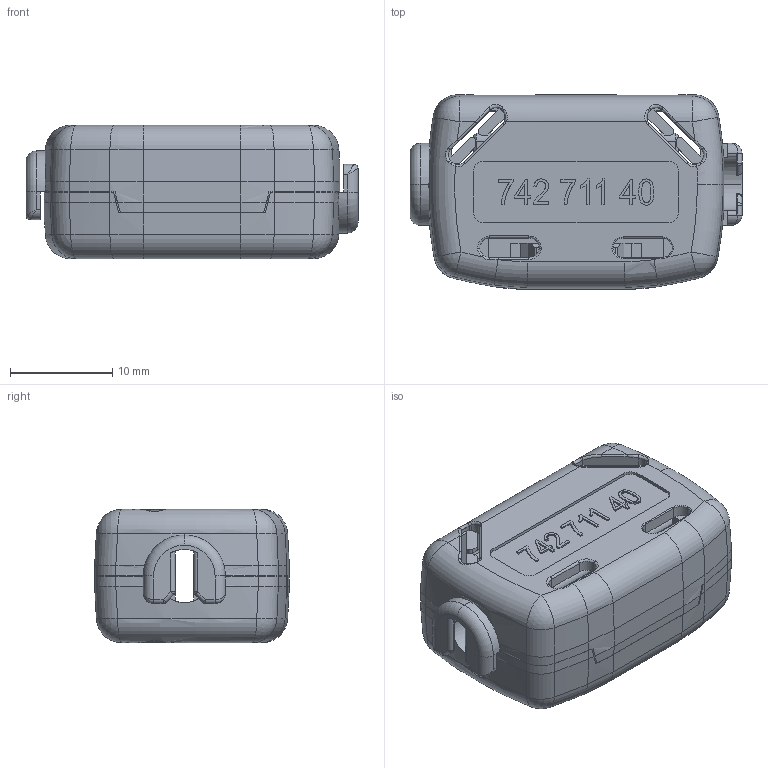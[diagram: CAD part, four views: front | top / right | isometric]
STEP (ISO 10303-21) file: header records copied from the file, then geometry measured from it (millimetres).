
FILE_DESCRIPTION(/* description */ ('Unknown'),/* implementation_level */ '2;1');
FILE_NAME(/* name */ '74271140',/* time_stamp */ '2024-04-23T12:54:29+02:00',/* author */ ('Unknown'),/* organization */ ('Unknown'),/* preprocessor_version */ 'ST-DEVELOPER v18.102',/* originating_system */ 'Solid Edge',/* authorisation */ 'Unknown');
FILE_SCHEMA (('AUTOMOTIVE_DESIGN {1 0 10303 214 3 1 1}'));
Length unit declared in the file: millimetre
Products named in the file (4): 74271140; 74271140_unten; 74271140_oben; 742 7114C
Assembly tree (4 placements, depth 2):
  74271140
    74271140_unten
    74271140_oben
    742 7114C  x2
Bounding box: 32.4 x 19 x 13.01 mm (x, y, z)
Volume: 4252.6 mm3; surface area: 6236.8 mm2
Topology: 4 solids, 4 shells, 1323 faces, 3600 edges, 2325 vertices
Faces by surface type: plane 853, cylinder 340, torus 55, cone 38, bspline 22, sphere 15
Full cylindrical faces by diameter (mm): 2.5 x2, 3 x1
Entity records: 42436 total; most frequent: CARTESIAN_POINT 10735, ORIENTED_EDGE 7070, DIRECTION 5818, EDGE_CURVE 3535, LINE 2396, VECTOR 2396, VERTEX_POINT 2291, AXIS2_PLACEMENT_3D 1711
